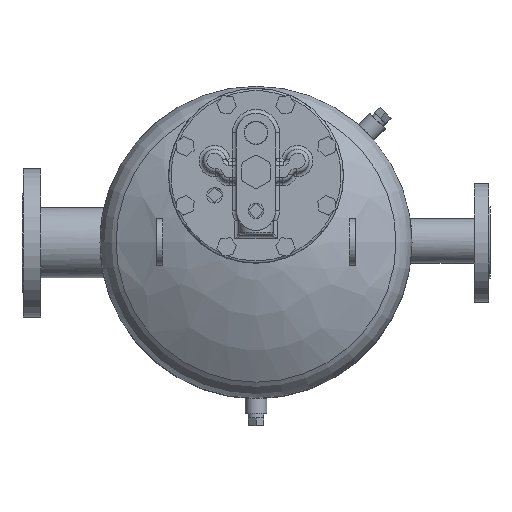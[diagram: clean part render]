
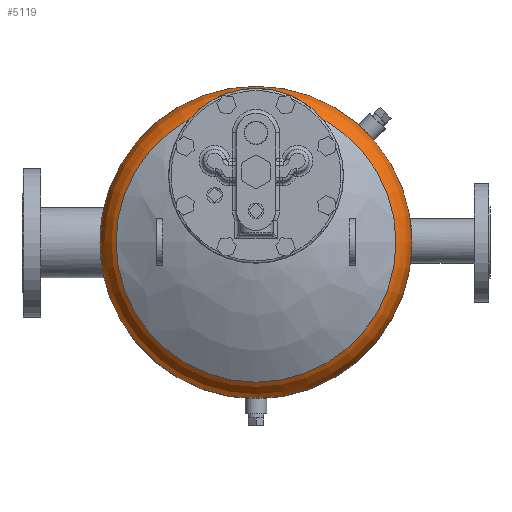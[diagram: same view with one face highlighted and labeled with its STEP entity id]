
A CAD part, top view. The second image highlights one B-rep face of the part: STEP entity #5119.
In plain terms, the highlighted toroidal (fillet/blend) face has major radius 155 mm and minor radius 45 mm.
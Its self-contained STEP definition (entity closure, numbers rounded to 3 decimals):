
#98=TOROIDAL_SURFACE('',#5661,155.,45.);
#199=FACE_BOUND('',#1285,.T.);
#558=CIRCLE('',#5662,179.461);
#559=CIRCLE('',#5663,179.461);
#560=CIRCLE('',#5664,199.999);
#868=FACE_OUTER_BOUND('',#1284,.T.);
#1284=EDGE_LOOP('',(#4541,#4542));
#1285=EDGE_LOOP('',(#4543));
#2588=VERTEX_POINT('',#9269);
#2589=VERTEX_POINT('',#9270);
#2590=VERTEX_POINT('',#9273);
#3262=EDGE_CURVE('',#2588,#2589,#558,.T.);
#3263=EDGE_CURVE('',#2589,#2588,#559,.T.);
#3264=EDGE_CURVE('',#2590,#2590,#560,.T.);
#4541=ORIENTED_EDGE('',*,*,#3262,.F.);
#4542=ORIENTED_EDGE('',*,*,#3263,.F.);
#4543=ORIENTED_EDGE('',*,*,#3264,.F.);
#5119=ADVANCED_FACE('',(#868,#199),#98,.T.);
#5661=AXIS2_PLACEMENT_3D('',#9268,#7130,#7131);
#5662=AXIS2_PLACEMENT_3D('',#9271,#7132,#7133);
#5663=AXIS2_PLACEMENT_3D('',#9272,#7134,#7135);
#5664=AXIS2_PLACEMENT_3D('',#9274,#7136,#7137);
#7130=DIRECTION('center_axis',(0.,0.,1.));
#7131=DIRECTION('ref_axis',(1.,0.,0.));
#7132=DIRECTION('center_axis',(0.,0.,1.));
#7133=DIRECTION('ref_axis',(1.,0.,0.));
#7134=DIRECTION('center_axis',(0.,0.,1.));
#7135=DIRECTION('ref_axis',(1.,0.,0.));
#7136=DIRECTION('center_axis',(0.,0.,-1.));
#7137=DIRECTION('ref_axis',(1.,0.,0.));
#9268=CARTESIAN_POINT('Origin',(0.,0.,319.779));
#9269=CARTESIAN_POINT('',(179.461,0.,357.55));
#9270=CARTESIAN_POINT('',(-179.461,0.,357.55));
#9271=CARTESIAN_POINT('Origin',(0.,0.,357.55));
#9272=CARTESIAN_POINT('Origin',(0.,0.,357.55));
#9273=CARTESIAN_POINT('',(199.999,0.,320.));
#9274=CARTESIAN_POINT('Origin',(0.,0.,320.));
